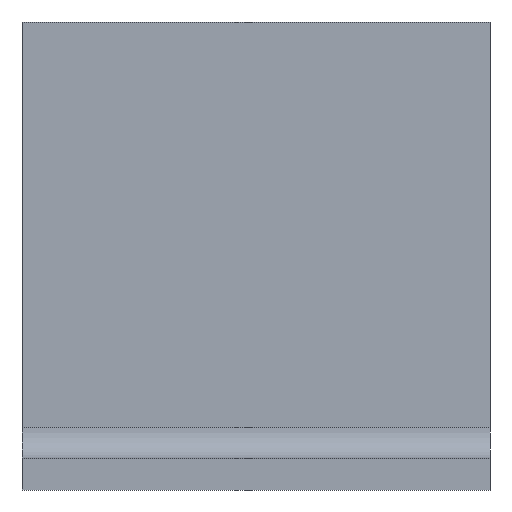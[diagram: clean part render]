
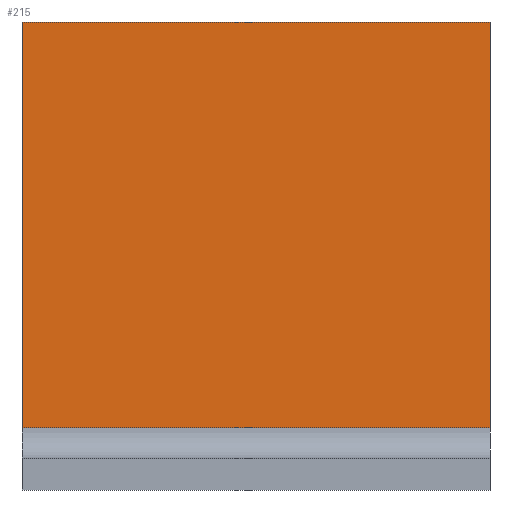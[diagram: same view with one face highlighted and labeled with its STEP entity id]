
A CAD part, front view. The second image highlights one B-rep face of the part: STEP entity #215.
In plain terms, the highlighted planar face has unit normal (0, -1, 0).
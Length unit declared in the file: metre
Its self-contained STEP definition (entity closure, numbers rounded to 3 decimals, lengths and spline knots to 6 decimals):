
#54=ORIENTED_EDGE('',*,*,#97,.F.);
#55=ORIENTED_EDGE('',*,*,#90,.T.);
#56=ORIENTED_EDGE('',*,*,#87,.T.);
#57=ORIENTED_EDGE('',*,*,#93,.T.);
#87=EDGE_CURVE('',#112,#110,#131,.T.);
#90=EDGE_CURVE('',#114,#112,#134,.T.);
#93=EDGE_CURVE('',#110,#116,#137,.T.);
#97=EDGE_CURVE('',#114,#116,#141,.T.);
#110=VERTEX_POINT('',#341);
#112=VERTEX_POINT('',#344);
#114=VERTEX_POINT('',#350);
#116=VERTEX_POINT('',#356);
#131=LINE('',#343,#155);
#134=LINE('',#349,#158);
#137=LINE('',#355,#161);
#141=LINE('',#363,#165);
#155=VECTOR('',#278,1.);
#158=VECTOR('',#283,1.);
#161=VECTOR('',#288,1.);
#165=VECTOR('',#296,1.);
#175=EDGE_LOOP('',(#54,#55,#56,#57));
#189=FACE_BOUND('',#175,.T.);
#203=PLANE('',#242);
#215=ADVANCED_FACE('',(#189),#203,.F.);
#242=AXIS2_PLACEMENT_3D('',#362,#294,#295);
#278=DIRECTION('',(-1.,0.,0.));
#283=DIRECTION('',(0.,0.,1.));
#288=DIRECTION('',(0.,0.,-1.));
#294=DIRECTION('',(0.,1.,0.));
#295=DIRECTION('',(0.,0.,1.));
#296=DIRECTION('',(-1.,0.,0.));
#341=CARTESIAN_POINT('',(-0.015,0.015,0.03));
#343=CARTESIAN_POINT('',(0.,0.015,0.03));
#344=CARTESIAN_POINT('',(0.015,0.015,0.03));
#349=CARTESIAN_POINT('',(0.015,0.015,0.016));
#350=CARTESIAN_POINT('',(0.015,0.015,0.004));
#355=CARTESIAN_POINT('',(-0.015,0.015,0.016));
#356=CARTESIAN_POINT('',(-0.015,0.015,0.004));
#362=CARTESIAN_POINT('',(0.,0.015,0.016));
#363=CARTESIAN_POINT('',(0.,0.015,0.004));
